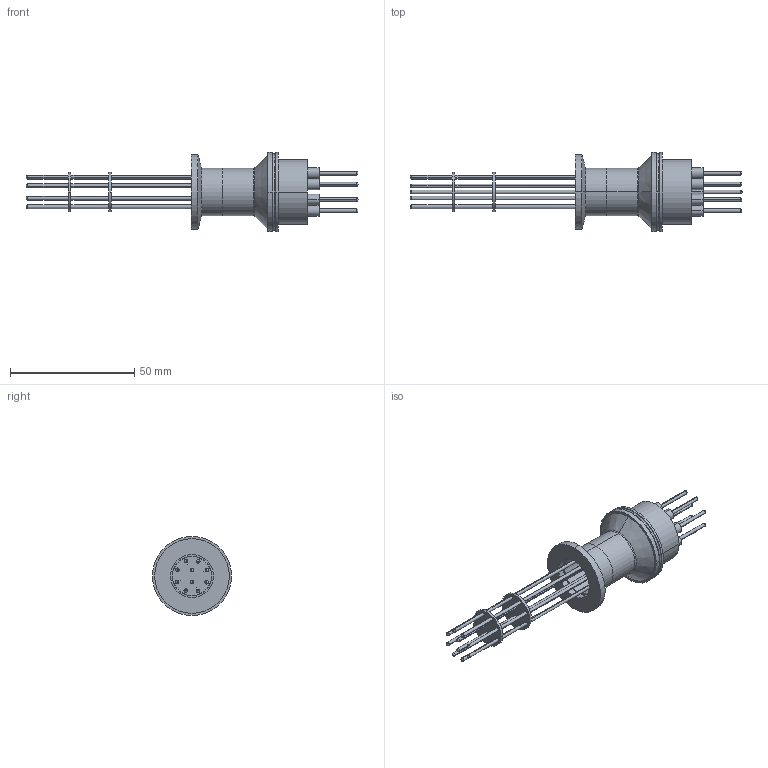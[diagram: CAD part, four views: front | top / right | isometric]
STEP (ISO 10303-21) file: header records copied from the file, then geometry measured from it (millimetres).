
FILE_DESCRIPTION (( 'STEP AP203' ), '1' );
FILE_NAME ('A0425-10-QF.STEP', '2013-04-09T13:26:18', ( '' ), ( '' ), 'SwSTEP 2.0', 'SolidWorks 2012', '' );
FILE_SCHEMA (( 'CONFIG_CONTROL_DESIGN' ));
Length unit declared in the file: inch
Products named in the file (1): A0425-10-QF
Bounding box: 133.35 x 31.75 x 31.75 mm (x, y, z)
Volume: 10601.2 mm3; surface area: 17554.8 mm2
Topology: 1 solids, 11 shells, 449 faces, 1102 edges, 700 vertices
Faces by surface type: cylinder 232, torus 108, plane 63, cone 46
Entity records: 15377 total; most frequent: CARTESIAN_POINT 4114, DIRECTION 2658, ORIENTED_EDGE 2140, AXIS2_PLACEMENT_3D 1190, EDGE_CURVE 1070, CIRCLE 740, VERTEX_POINT 700, EDGE_LOOP 578
